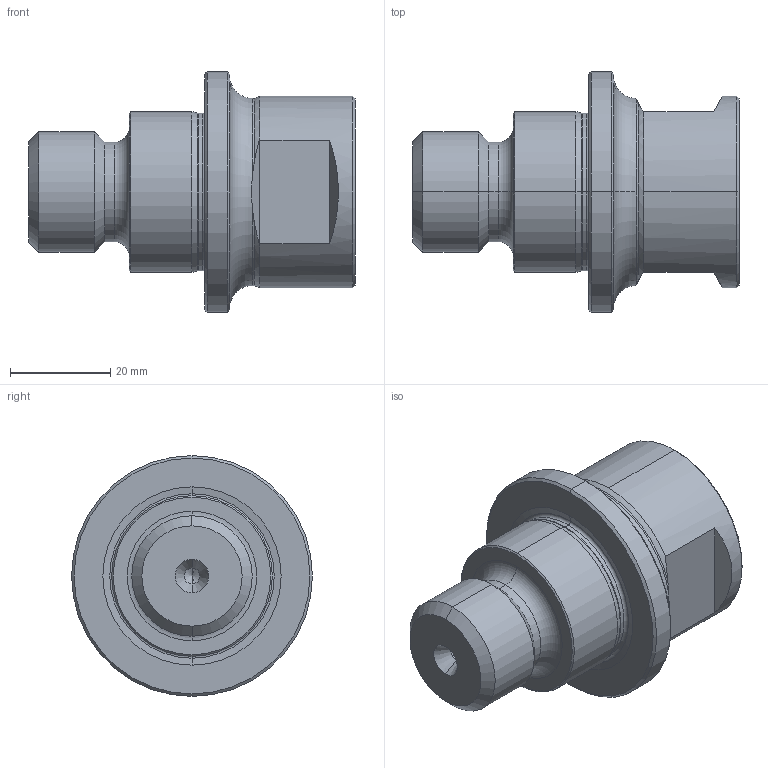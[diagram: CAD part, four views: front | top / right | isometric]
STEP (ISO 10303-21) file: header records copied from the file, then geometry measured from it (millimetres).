
FILE_DESCRIPTION (( 'STEP AP214' ), '1' );
FILE_NAME ('AD 38-30.STEP', '2012-10-31T13:59:50', ( '' ), ( '' ), 'SwSTEP 2.0', 'SolidWorks 2012', '' );
FILE_SCHEMA (( 'AUTOMOTIVE_DESIGN' ));
Length unit declared in the file: millimetre
Products named in the file (1): AD 38-30
Bounding box: 65 x 48 x 48 mm (x, y, z)
Volume: 52770 mm3; surface area: 11658.2 mm2
Topology: 1 solids, 1 shells, 85 faces, 187 edges, 103 vertices
Faces by surface type: cone 39, cylinder 27, plane 11, torus 8
Entity records: 2342 total; most frequent: DIRECTION 428, CARTESIAN_POINT 420, ORIENTED_EDGE 358, AXIS2_PLACEMENT_3D 179, EDGE_CURVE 179, VERTEX_POINT 103, CIRCLE 93, EDGE_LOOP 92
